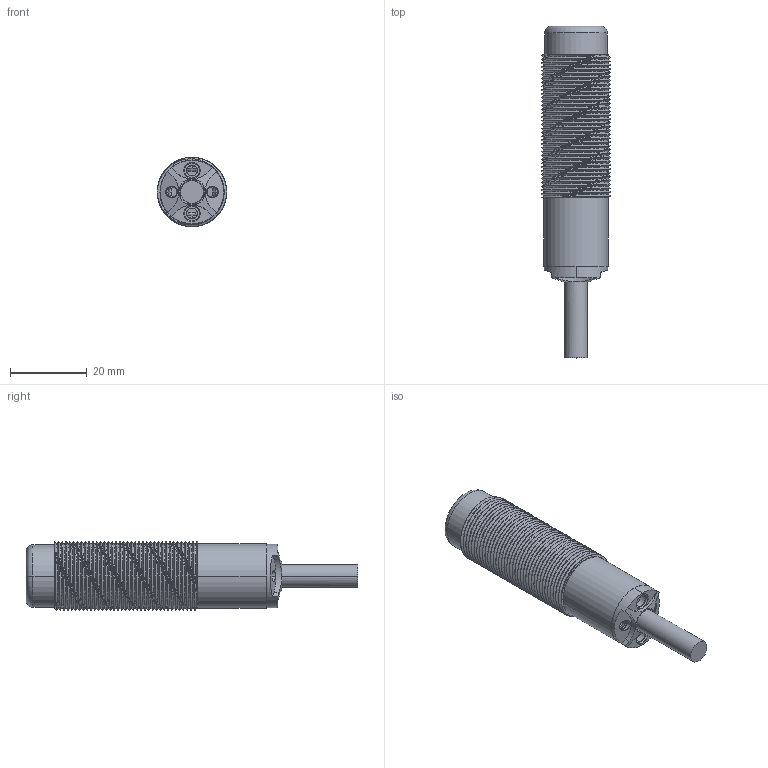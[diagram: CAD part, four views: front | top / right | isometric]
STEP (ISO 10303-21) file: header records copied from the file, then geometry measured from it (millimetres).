
FILE_DESCRIPTION((''),'2;1');
FILE_NAME('154437_SW','2010-11-03T',('banengservice'),('BANNER ENGINEERING'),'PRO/ENGINEER BY PARAMETRIC TECHNOLOGY CORPORATION, 2009141','PRO/ENGINEER BY PARAMETRIC TECHNOLOGY CORPORATION, 2009141','');
FILE_SCHEMA(('CONFIG_CONTROL_DESIGN'));
Length unit declared in the file: inch
Products named in the file (1): 154437_SW
Bounding box: 18 x 86.24 x 18 mm (x, y, z)
Volume: 6109.3 mm3; surface area: 11187.5 mm2
Topology: 1 solids, 3 shells, 257 faces, 668 edges, 425 vertices
Faces by surface type: cylinder 148, cone 38, plane 34, bspline 31, torus 6
Entity records: 21607 total; most frequent: CARTESIAN_POINT 15614, ORIENTED_EDGE 1336, DIRECTION 1093, EDGE_CURVE 668, AXIS2_PLACEMENT_3D 434, VERTEX_POINT 425, EDGE_LOOP 289, FACE_OUTER_BOUND 257
